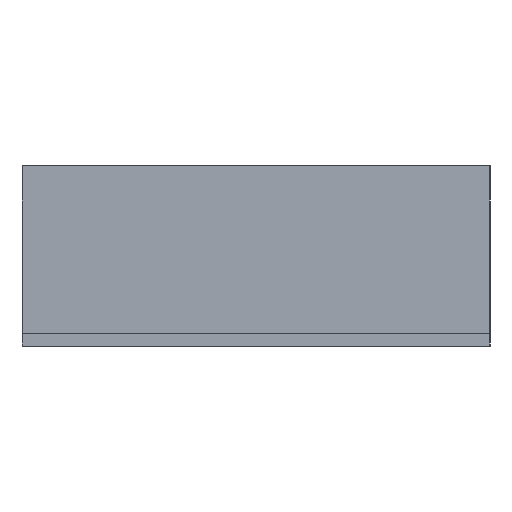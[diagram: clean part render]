
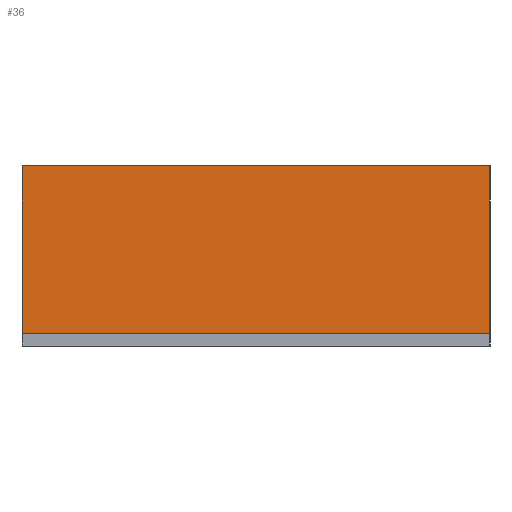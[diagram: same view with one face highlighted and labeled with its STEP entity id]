
A CAD part, left-side view. The second image highlights one B-rep face of the part: STEP entity #36.
In plain terms, the highlighted planar face has unit normal (-1, 0, 0).
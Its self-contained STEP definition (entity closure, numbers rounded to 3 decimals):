
#36=ADVANCED_FACE('',(#59),#48,.T.);
#48=PLANE('',#235);
#59=FACE_OUTER_BOUND('',#122,.T.);
#69=LINE('',#304,#93);
#73=LINE('',#313,#97);
#74=LINE('',#315,#98);
#75=LINE('',#317,#99);
#93=VECTOR('',#251,1.);
#97=VECTOR('',#257,1.);
#98=VECTOR('',#258,1.);
#99=VECTOR('',#259,1.);
#122=EDGE_LOOP('',(#139,#140,#141,#142));
#139=ORIENTED_EDGE('',*,*,#209,.T.);
#140=ORIENTED_EDGE('',*,*,#205,.T.);
#141=ORIENTED_EDGE('',*,*,#210,.F.);
#142=ORIENTED_EDGE('',*,*,#211,.T.);
#187=VERTEX_POINT('',#305);
#188=VERTEX_POINT('',#306);
#191=VERTEX_POINT('',#314);
#192=VERTEX_POINT('',#316);
#205=EDGE_CURVE('',#187,#188,#69,.T.);
#209=EDGE_CURVE('',#191,#187,#73,.T.);
#210=EDGE_CURVE('',#192,#188,#74,.T.);
#211=EDGE_CURVE('',#192,#191,#75,.T.);
#235=AXIS2_PLACEMENT_3D('',#318,#260,#261);
#251=DIRECTION('',(0.,1.,0.));
#257=DIRECTION('',(0.,0.,1.));
#258=DIRECTION('',(0.,0.,1.));
#259=DIRECTION('',(0.,-1.,0.));
#260=DIRECTION('',(-1.,0.,0.));
#261=DIRECTION('',(0.,0.,-1.));
#304=CARTESIAN_POINT('',(37.5,-4.9,1.3));
#305=CARTESIAN_POINT('',(37.5,-6.75,1.3));
#306=CARTESIAN_POINT('',(37.5,-3.05,1.3));
#313=CARTESIAN_POINT('',(37.5,-6.75,0.05));
#314=CARTESIAN_POINT('',(37.5,-6.75,-0.025));
#315=CARTESIAN_POINT('',(37.5,-3.05,0.05));
#316=CARTESIAN_POINT('',(37.5,-3.05,-0.025));
#317=CARTESIAN_POINT('',(37.5,-4.9,-0.025));
#318=CARTESIAN_POINT('',(37.5,-4.9,0.05));
